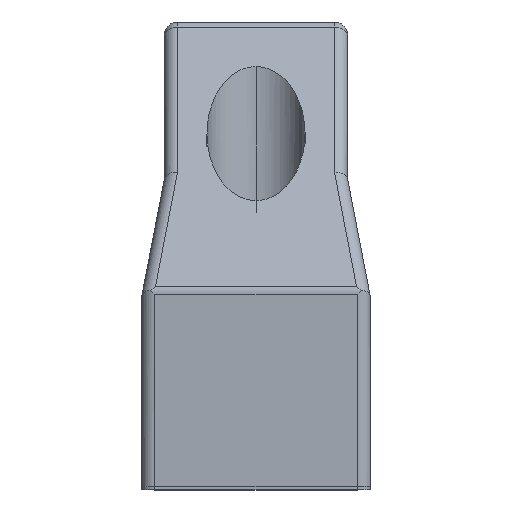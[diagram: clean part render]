
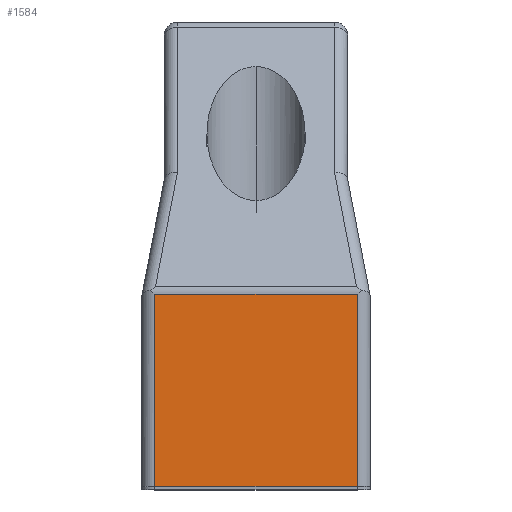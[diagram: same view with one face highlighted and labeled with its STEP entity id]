
A CAD part, top view. The second image highlights one B-rep face of the part: STEP entity #1584.
In plain terms, the highlighted planar face has unit normal (0, 0, 1).
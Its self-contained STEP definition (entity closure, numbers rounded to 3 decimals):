
#37 = VECTOR ( 'NONE', #2112, 1000. ) ;
#144 = LINE ( 'NONE', #1986, #526 ) ;
#311 = CARTESIAN_POINT ( 'NONE',  ( -15.5, -59., 167.5 ) ) ;
#526 = VECTOR ( 'NONE', #611, 1000. ) ;
#533 = FACE_OUTER_BOUND ( 'NONE', #2280, .T. ) ;
#534 = CARTESIAN_POINT ( 'NONE',  ( 15.5, -30.157, 167.5 ) ) ;
#607 = CARTESIAN_POINT ( 'NONE',  ( -15.5, -29.654, 167.5 ) ) ;
#611 = DIRECTION ( 'NONE',  ( -1., 0., 0. ) ) ;
#653 = ORIENTED_EDGE ( 'NONE', *, *, #1024, .F. ) ;
#847 = DIRECTION ( 'NONE',  ( 0., -1., 0. ) ) ;
#975 = DIRECTION ( 'NONE',  ( 0., 0., -1. ) ) ;
#1024 = EDGE_CURVE ( 'NONE', #1824, #1592, #1137, .T. ) ;
#1137 = LINE ( 'NONE', #1179, #1568 ) ;
#1179 = CARTESIAN_POINT ( 'NONE',  ( 17.5, -59., 167.5 ) ) ;
#1335 = VERTEX_POINT ( 'NONE', #2692 ) ;
#1341 = CARTESIAN_POINT ( 'NONE',  ( 15.5, -59., 167.5 ) ) ;
#1530 = ORIENTED_EDGE ( 'NONE', *, *, #2613, .T. ) ;
#1568 = VECTOR ( 'NONE', #2054, 1000. ) ;
#1584 = ADVANCED_FACE ( 'NONE', ( #533 ), #1699, .F. ) ;
#1592 = VERTEX_POINT ( 'NONE', #311 ) ;
#1661 = EDGE_CURVE ( 'NONE', #1335, #2081, #144, .T. ) ;
#1699 = PLANE ( 'NONE',  #2699 ) ;
#1707 = EDGE_CURVE ( 'NONE', #2081, #1592, #2015, .T. ) ;
#1714 = ORIENTED_EDGE ( 'NONE', *, *, #1707, .T. ) ;
#1824 = VERTEX_POINT ( 'NONE', #1341 ) ;
#1927 = VECTOR ( 'NONE', #847, 1000. ) ;
#1958 = CARTESIAN_POINT ( 'NONE',  ( -15.5, -29., 167.5 ) ) ;
#1986 = CARTESIAN_POINT ( 'NONE',  ( 17.5, -29.654, 167.5 ) ) ;
#2015 = LINE ( 'NONE', #1958, #1927 ) ;
#2054 = DIRECTION ( 'NONE',  ( -1., 0., 0. ) ) ;
#2081 = VERTEX_POINT ( 'NONE', #607 ) ;
#2112 = DIRECTION ( 'NONE',  ( 0., 1., 0. ) ) ;
#2127 = DIRECTION ( 'NONE',  ( -1., 0., 0. ) ) ;
#2280 = EDGE_LOOP ( 'NONE', ( #2690, #1714, #653, #1530 ) ) ;
#2341 = CARTESIAN_POINT ( 'NONE',  ( 17.5, -29., 167.5 ) ) ;
#2562 = LINE ( 'NONE', #534, #37 ) ;
#2613 = EDGE_CURVE ( 'NONE', #1824, #1335, #2562, .T. ) ;
#2690 = ORIENTED_EDGE ( 'NONE', *, *, #1661, .T. ) ;
#2692 = CARTESIAN_POINT ( 'NONE',  ( 15.5, -29.654, 167.5 ) ) ;
#2699 = AXIS2_PLACEMENT_3D ( 'NONE', #2341, #975, #2127 ) ;
